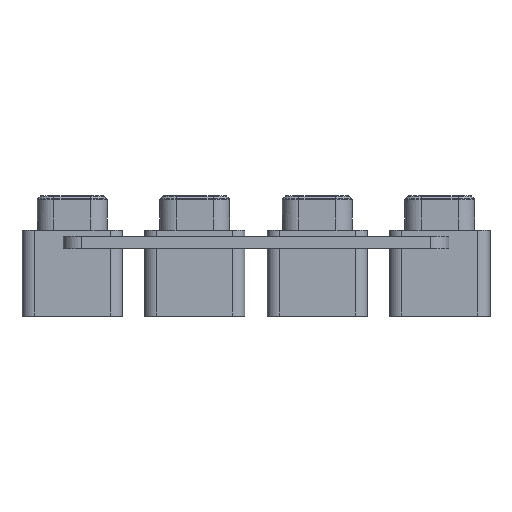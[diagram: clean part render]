
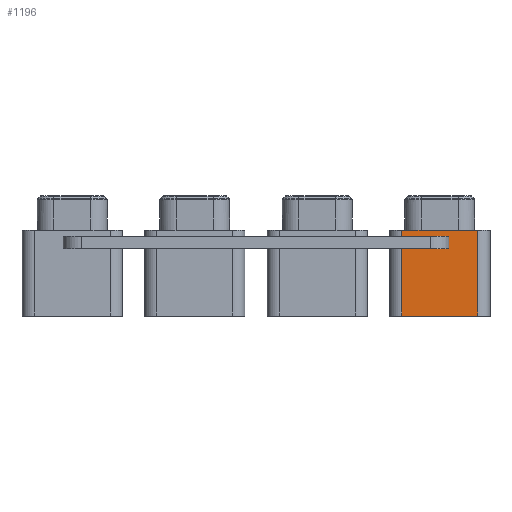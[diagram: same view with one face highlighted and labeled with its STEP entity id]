
A CAD part, front view. The second image highlights one B-rep face of the part: STEP entity #1196.
In plain terms, the highlighted planar face has unit normal (0, -1, 0).
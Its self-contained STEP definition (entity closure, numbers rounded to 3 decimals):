
#771 = VERTEX_POINT('',#772);
#772 = CARTESIAN_POINT('',(11.9,-24.65,0.));
#779 = EDGE_CURVE('',#780,#771,#782,.T.);
#780 = VERTEX_POINT('',#781);
#781 = CARTESIAN_POINT('',(18.1,-24.65,0.));
#782 = LINE('',#783,#784);
#783 = CARTESIAN_POINT('',(16.55,-24.65,0.));
#784 = VECTOR('',#785,1.);
#785 = DIRECTION('',(-1.,0.,0.));
#1176 = VERTEX_POINT('',#1177);
#1177 = CARTESIAN_POINT('',(18.1,-24.65,-7.));
#1184 = EDGE_CURVE('',#1176,#780,#1185,.T.);
#1185 = LINE('',#1186,#1187);
#1186 = CARTESIAN_POINT('',(18.1,-24.65,-7.));
#1187 = VECTOR('',#1188,1.);
#1188 = DIRECTION('',(0.,0.,1.));
#1196 = ADVANCED_FACE('',(#1197,#1215),#1249,.T.);
#1197 = FACE_BOUND('',#1198,.T.);
#1198 = EDGE_LOOP('',(#1199,#1207,#1208,#1209));
#1199 = ORIENTED_EDGE('',*,*,#1200,.F.);
#1200 = EDGE_CURVE('',#1176,#1201,#1203,.T.);
#1201 = VERTEX_POINT('',#1202);
#1202 = CARTESIAN_POINT('',(11.9,-24.65,-7.));
#1203 = LINE('',#1204,#1205);
#1204 = CARTESIAN_POINT('',(18.1,-24.65,-7.));
#1205 = VECTOR('',#1206,1.);
#1206 = DIRECTION('',(-1.,0.,0.));
#1207 = ORIENTED_EDGE('',*,*,#1184,.T.);
#1208 = ORIENTED_EDGE('',*,*,#779,.T.);
#1209 = ORIENTED_EDGE('',*,*,#1210,.F.);
#1210 = EDGE_CURVE('',#1201,#771,#1211,.T.);
#1211 = LINE('',#1212,#1213);
#1212 = CARTESIAN_POINT('',(11.9,-24.65,-7.));
#1213 = VECTOR('',#1214,1.);
#1214 = DIRECTION('',(0.,0.,1.));
#1215 = FACE_BOUND('',#1216,.T.);
#1216 = EDGE_LOOP('',(#1217,#1227,#1235,#1243));
#1217 = ORIENTED_EDGE('',*,*,#1218,.F.);
#1218 = EDGE_CURVE('',#1219,#1221,#1223,.T.);
#1219 = VERTEX_POINT('',#1220);
#1220 = CARTESIAN_POINT('',(15.75,-24.65,-0.5));
#1221 = VERTEX_POINT('',#1222);
#1222 = CARTESIAN_POINT('',(14.25,-24.65,-0.5));
#1223 = LINE('',#1224,#1225);
#1224 = CARTESIAN_POINT('',(7.987,-24.65,-0.5));
#1225 = VECTOR('',#1226,1.);
#1226 = DIRECTION('',(-1.,0.,0.));
#1227 = ORIENTED_EDGE('',*,*,#1228,.T.);
#1228 = EDGE_CURVE('',#1219,#1229,#1231,.T.);
#1229 = VERTEX_POINT('',#1230);
#1230 = CARTESIAN_POINT('',(15.75,-24.65,-1.5));
#1231 = LINE('',#1232,#1233);
#1232 = CARTESIAN_POINT('',(15.75,-24.65,-4.25));
#1233 = VECTOR('',#1234,1.);
#1234 = DIRECTION('',(-0.,-0.,-1.));
#1235 = ORIENTED_EDGE('',*,*,#1236,.T.);
#1236 = EDGE_CURVE('',#1229,#1237,#1239,.T.);
#1237 = VERTEX_POINT('',#1238);
#1238 = CARTESIAN_POINT('',(14.25,-24.65,-1.5));
#1239 = LINE('',#1240,#1241);
#1240 = CARTESIAN_POINT('',(7.987,-24.65,-1.5));
#1241 = VECTOR('',#1242,1.);
#1242 = DIRECTION('',(-1.,0.,0.));
#1243 = ORIENTED_EDGE('',*,*,#1244,.T.);
#1244 = EDGE_CURVE('',#1237,#1221,#1245,.T.);
#1245 = LINE('',#1246,#1247);
#1246 = CARTESIAN_POINT('',(14.25,-24.65,-4.25));
#1247 = VECTOR('',#1248,1.);
#1248 = DIRECTION('',(0.,0.,1.));
#1249 = PLANE('',#1250);
#1250 = AXIS2_PLACEMENT_3D('',#1251,#1252,#1253);
#1251 = CARTESIAN_POINT('',(18.1,-24.65,-7.));
#1252 = DIRECTION('',(0.,-1.,0.));
#1253 = DIRECTION('',(-1.,0.,0.));
